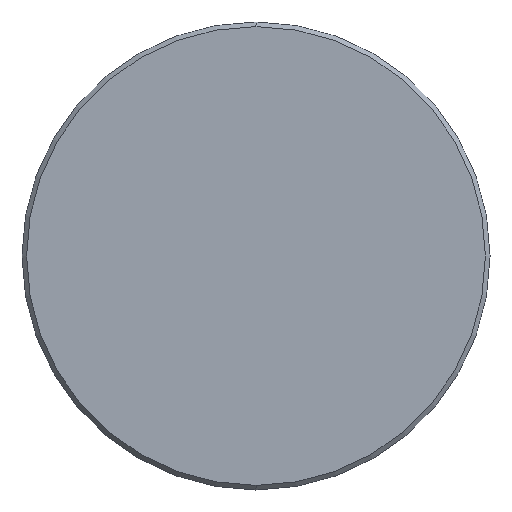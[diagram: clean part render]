
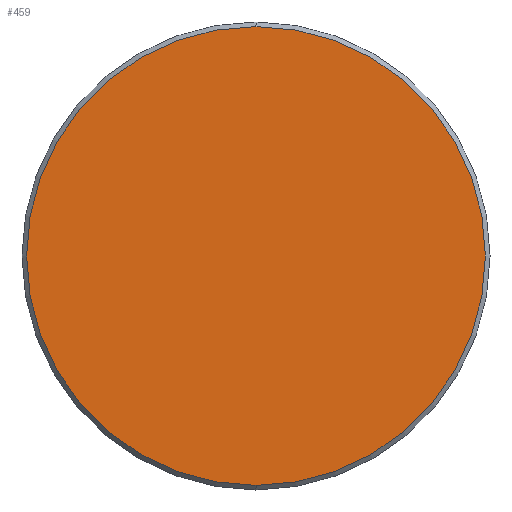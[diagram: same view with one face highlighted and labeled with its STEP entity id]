
A CAD part, left-side view. The second image highlights one B-rep face of the part: STEP entity #459.
In plain terms, the highlighted planar face has unit normal (-1, 0, 0).
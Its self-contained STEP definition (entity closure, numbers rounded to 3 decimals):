
#7 = DIRECTION ( 'NONE',  ( -1., 0., 0. ) ) ;
#13 = DIRECTION ( 'NONE',  ( -1., 0., 0. ) ) ;
#100 = EDGE_CURVE ( 'NONE', #582, #689, #561, .T. ) ;
#159 = ORIENTED_EDGE ( 'NONE', *, *, #100, .T. ) ;
#191 = ORIENTED_EDGE ( 'NONE', *, *, #197, .T. ) ;
#197 = EDGE_CURVE ( 'NONE', #689, #582, #202, .T. ) ;
#202 = CIRCLE ( 'NONE', #405, 14.95 ) ;
#206 = CARTESIAN_POINT ( 'NONE',  ( 0., 0., -14.95 ) ) ;
#223 = DIRECTION ( 'NONE',  ( 0., 0., -1. ) ) ;
#231 = AXIS2_PLACEMENT_3D ( 'NONE', #707, #246, #365 ) ;
#246 = DIRECTION ( 'NONE',  ( 1., 0., 0. ) ) ;
#274 = FACE_OUTER_BOUND ( 'NONE', #448, .T. ) ;
#357 = AXIS2_PLACEMENT_3D ( 'NONE', #678, #7, #401 ) ;
#358 = PLANE ( 'NONE',  #231 ) ;
#365 = DIRECTION ( 'NONE',  ( 0., 0., -1. ) ) ;
#401 = DIRECTION ( 'NONE',  ( 0., 0., -1. ) ) ;
#405 = AXIS2_PLACEMENT_3D ( 'NONE', #567, #13, #223 ) ;
#448 = EDGE_LOOP ( 'NONE', ( #159, #191 ) ) ;
#459 = ADVANCED_FACE ( 'NONE', ( #274 ), #358, .F. ) ;
#561 = CIRCLE ( 'NONE', #357, 14.95 ) ;
#567 = CARTESIAN_POINT ( 'NONE',  ( 0., 0., 0. ) ) ;
#582 = VERTEX_POINT ( 'NONE', #206 ) ;
#673 = CARTESIAN_POINT ( 'NONE',  ( 0., 0., 14.95 ) ) ;
#678 = CARTESIAN_POINT ( 'NONE',  ( 0., 0., 0. ) ) ;
#689 = VERTEX_POINT ( 'NONE', #673 ) ;
#707 = CARTESIAN_POINT ( 'NONE',  ( 0., 0., 0. ) ) ;
